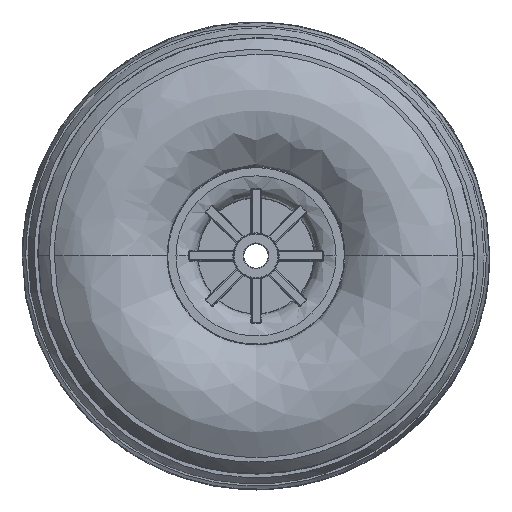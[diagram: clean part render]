
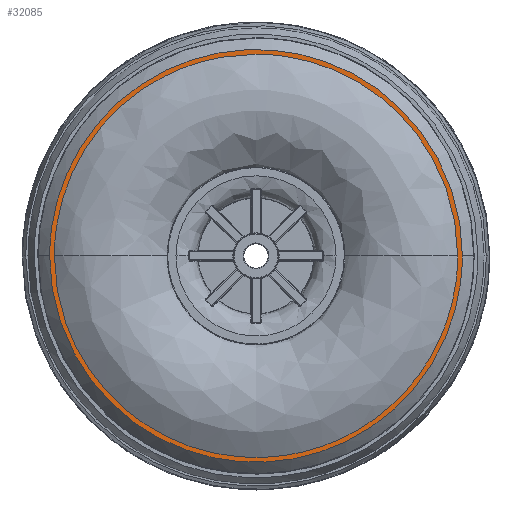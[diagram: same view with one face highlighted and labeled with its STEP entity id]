
A CAD part, top view. The second image highlights one B-rep face of the part: STEP entity #32085.
In plain terms, the highlighted free-form (B-spline) face has degree [1, 1] with [2, 2] control points.
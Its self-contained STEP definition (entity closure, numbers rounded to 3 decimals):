
#31873=CARTESIAN_POINT('Vertex',(-67.045,0.,40.14)) ;
#31877=CARTESIAN_POINT('Control Point',(67.045,0.,40.14)) ;
#31878=CARTESIAN_POINT('Control Point',(67.045,67.045,40.14)) ;
#31879=CARTESIAN_POINT('Control Point',(0.,67.045,40.14)) ;
#31880=CARTESIAN_POINT('Control Point',(-67.045,67.045,40.14)) ;
#31881=CARTESIAN_POINT('Control Point',(-67.045,0.,40.14)) ;
#31882=CARTESIAN_POINT('Vertex',(67.045,0.,40.14)) ;
#31982=CARTESIAN_POINT('Control Point',(-67.045,0.,40.14)) ;
#31983=CARTESIAN_POINT('Control Point',(-67.045,-67.045,40.14)) ;
#31984=CARTESIAN_POINT('Control Point',(0.,-67.045,40.14)) ;
#31985=CARTESIAN_POINT('Control Point',(67.045,-67.045,40.14)) ;
#31986=CARTESIAN_POINT('Control Point',(67.045,0.,40.14)) ;
#31997=CARTESIAN_POINT('Control Point',(-67.047,-67.047,40.14)) ;
#31998=CARTESIAN_POINT('Control Point',(-67.047,67.047,40.14)) ;
#31999=CARTESIAN_POINT('Control Point',(67.047,-67.047,40.14)) ;
#32000=CARTESIAN_POINT('Control Point',(67.047,67.047,40.14)) ;
#32006=CARTESIAN_POINT('Control Point',(0.,65.508,40.14)) ;
#32007=CARTESIAN_POINT('Control Point',(-4.032,65.505,40.14)) ;
#32008=CARTESIAN_POINT('Control Point',(-8.065,65.194,40.14)) ;
#32009=CARTESIAN_POINT('Control Point',(-12.065,64.576,40.14)) ;
#32010=CARTESIAN_POINT('Control Point',(-21.391,62.393,40.14)) ;
#32011=CARTESIAN_POINT('Control Point',(-30.181,58.529,40.14)) ;
#32012=CARTESIAN_POINT('Control Point',(-35.007,55.777,40.14)) ;
#32013=CARTESIAN_POINT('Control Point',(-44.02,49.309,40.14)) ;
#32014=CARTESIAN_POINT('Control Point',(-51.465,41.084,40.14)) ;
#32015=CARTESIAN_POINT('Control Point',(-54.745,36.6,40.14)) ;
#32016=CARTESIAN_POINT('Control Point',(-60.328,27.013,40.14)) ;
#32017=CARTESIAN_POINT('Control Point',(-63.761,16.464,40.14)) ;
#32018=CARTESIAN_POINT('Control Point',(-64.922,11.031,40.14)) ;
#32019=CARTESIAN_POINT('Control Point',(-65.511,5.516,40.14)) ;
#32020=CARTESIAN_POINT('Control Point',(-65.511,0.,40.14)) ;
#32021=CARTESIAN_POINT('Vertex',(0.,65.508,40.14)) ;
#32023=CARTESIAN_POINT('Vertex',(-65.511,0.,40.14)) ;
#32027=CARTESIAN_POINT('Control Point',(65.506,0.,40.14)) ;
#32028=CARTESIAN_POINT('Control Point',(65.506,2.549,40.14)) ;
#32029=CARTESIAN_POINT('Control Point',(65.383,5.099,40.14)) ;
#32030=CARTESIAN_POINT('Control Point',(65.137,7.64,40.14)) ;
#32031=CARTESIAN_POINT('Control Point',(63.968,15.63,40.14)) ;
#32032=CARTESIAN_POINT('Control Point',(61.564,23.375,40.14)) ;
#32033=CARTESIAN_POINT('Control Point',(59.375,28.481,40.14)) ;
#32034=CARTESIAN_POINT('Control Point',(53.967,38.168,40.14)) ;
#32035=CARTESIAN_POINT('Control Point',(46.635,46.494,40.14)) ;
#32036=CARTESIAN_POINT('Control Point',(42.551,50.259,40.14)) ;
#32037=CARTESIAN_POINT('Control Point',(33.656,56.89,40.14)) ;
#32038=CARTESIAN_POINT('Control Point',(23.562,61.493,40.14)) ;
#32039=CARTESIAN_POINT('Control Point',(18.295,63.26,40.14)) ;
#32040=CARTESIAN_POINT('Control Point',(11.426,64.793,40.14)) ;
#32041=CARTESIAN_POINT('Control Point',(4.448,65.384,40.14)) ;
#32042=CARTESIAN_POINT('Control Point',(2.967,65.467,40.14)) ;
#32043=CARTESIAN_POINT('Control Point',(1.483,65.509,40.14)) ;
#32044=CARTESIAN_POINT('Control Point',(0.,65.508,40.14)) ;
#32045=CARTESIAN_POINT('Vertex',(65.506,0.,40.14)) ;
#32049=CARTESIAN_POINT('Control Point',(-65.511,0.,40.14)) ;
#32050=CARTESIAN_POINT('Control Point',(-65.511,-5.099,40.14)) ;
#32051=CARTESIAN_POINT('Control Point',(-65.009,-10.197,40.14)) ;
#32052=CARTESIAN_POINT('Control Point',(-64.017,-15.23,40.14)) ;
#32053=CARTESIAN_POINT('Control Point',(-60.958,-25.447,40.14)) ;
#32054=CARTESIAN_POINT('Control Point',(-55.883,-34.838,40.14)) ;
#32055=CARTESIAN_POINT('Control Point',(-52.748,-39.424,40.14)) ;
#32056=CARTESIAN_POINT('Control Point',(-45.569,-47.882,40.14)) ;
#32057=CARTESIAN_POINT('Control Point',(-36.766,-54.634,40.14)) ;
#32058=CARTESIAN_POINT('Control Point',(-32.03,-57.538,40.14)) ;
#32059=CARTESIAN_POINT('Control Point',(-22.982,-61.865,40.14)) ;
#32060=CARTESIAN_POINT('Control Point',(-13.291,-64.376,40.14)) ;
#32061=CARTESIAN_POINT('Control Point',(-8.877,-65.129,40.14)) ;
#32062=CARTESIAN_POINT('Control Point',(-3.36,-65.599,40.14)) ;
#32063=CARTESIAN_POINT('Control Point',(2.155,-65.488,40.14)) ;
#32064=CARTESIAN_POINT('Control Point',(3.213,-65.445,40.14)) ;
#32065=CARTESIAN_POINT('Control Point',(9.776,-65.045,40.14)) ;
#32066=CARTESIAN_POINT('Control Point',(16.27,-63.811,40.14)) ;
#32067=CARTESIAN_POINT('Control Point',(21.591,-62.212,40.14)) ;
#32068=CARTESIAN_POINT('Control Point',(31.827,-57.933,40.14)) ;
#32069=CARTESIAN_POINT('Control Point',(40.928,-51.589,40.14)) ;
#32070=CARTESIAN_POINT('Control Point',(45.13,-47.956,40.14)) ;
#32071=CARTESIAN_POINT('Control Point',(52.724,-39.868,40.14)) ;
#32072=CARTESIAN_POINT('Control Point',(58.437,-30.358,40.14)) ;
#32073=CARTESIAN_POINT('Control Point',(60.788,-25.325,40.14)) ;
#32074=CARTESIAN_POINT('Control Point',(63.575,-17.263,40.14)) ;
#32075=CARTESIAN_POINT('Control Point',(65.005,-8.887,40.14)) ;
#32076=CARTESIAN_POINT('Control Point',(65.338,-5.934,40.14)) ;
#32077=CARTESIAN_POINT('Control Point',(65.505,-2.967,40.14)) ;
#32078=CARTESIAN_POINT('Control Point',(65.506,0.,40.14)) ;
#32084=FACE_BOUND('',#32080,.T.) ;
#31884=EDGE_CURVE('',#31883,#31874,#31876,.T.) ;
#31987=EDGE_CURVE('',#31874,#31883,#31981,.T.) ;
#32025=EDGE_CURVE('',#32022,#32024,#32005,.T.) ;
#32047=EDGE_CURVE('',#32046,#32022,#32026,.T.) ;
#32079=EDGE_CURVE('',#32024,#32046,#32048,.T.) ;
#32002=ORIENTED_EDGE('',*,*,#31987,.T.) ;
#32003=ORIENTED_EDGE('',*,*,#31884,.T.) ;
#32081=ORIENTED_EDGE('',*,*,#32025,.F.) ;
#32082=ORIENTED_EDGE('',*,*,#32047,.F.) ;
#32083=ORIENTED_EDGE('',*,*,#32079,.F.) ;
#32001=EDGE_LOOP('',(#32002,#32003)) ;
#32080=EDGE_LOOP('',(#32081,#32082,#32083)) ;
#31874=VERTEX_POINT('',#31873) ;
#31883=VERTEX_POINT('',#31882) ;
#32022=VERTEX_POINT('',#32021) ;
#32024=VERTEX_POINT('',#32023) ;
#32046=VERTEX_POINT('',#32045) ;
#32085=ADVANCED_FACE('Body.3',(#32004,#32084),#31996,.T.) ;
#32005=B_SPLINE_CURVE_WITH_KNOTS('',5,(#32006,#32007,#32008,#32009,#32010,#32011,#32012,#32013,#32014,#32015,#32016,#32017,#32018,#32019,#32020),.UNSPECIFIED.,.F.,.U.,(6,3,3,3,6),(1.571,1.879,2.3,2.721,3.142),.UNSPECIFIED.) ;
#32026=B_SPLINE_CURVE_WITH_KNOTS('',5,(#32027,#32028,#32029,#32030,#32031,#32032,#32033,#32034,#32035,#32036,#32037,#32038,#32039,#32040,#32041,#32042,#32043,#32044),.UNSPECIFIED.,.F.,.U.,(6,3,3,3,3,6),(0.,0.195,0.616,1.037,1.458,1.571),.UNSPECIFIED.) ;
#32048=B_SPLINE_CURVE_WITH_KNOTS('',5,(#32049,#32050,#32051,#32052,#32053,#32054,#32055,#32056,#32057,#32058,#32059,#32060,#32061,#32062,#32063,#32064,#32065,#32066,#32067,#32068,#32069,#32070,#32071,#32072,#32073,#32074,#32075,#32076,#32077,#32078),.UNSPECIFIED.,.F.,.U.,(6,3,3,3,3,3,3,3,3,6),(-3.142,-2.752,-2.331,-1.91,-1.57,-1.489,-1.068,-0.647,-0.226,0.),.UNSPECIFIED.) ;
#31996=B_SPLINE_SURFACE_WITH_KNOTS('',1,1,((#31997,#31998),(#31999,#32000)),.UNSPECIFIED.,.F.,.F.,.U.,(2,2),(2,2),(-33.523,33.523),(-0.768,66.279),.UNSPECIFIED.) ;
#32004=FACE_OUTER_BOUND('',#32001,.T.) ;
#31876=(BOUNDED_CURVE()B_SPLINE_CURVE(2,(#31877,#31878,#31879,#31880,#31881),.UNSPECIFIED.,.F.,.U.)B_SPLINE_CURVE_WITH_KNOTS((3,2,3),(0.,1.571,3.142),.UNSPECIFIED.)CURVE()GEOMETRIC_REPRESENTATION_ITEM()RATIONAL_B_SPLINE_CURVE((0.854,0.604,0.854,0.604,0.854))REPRESENTATION_ITEM('')) ;
#31981=(BOUNDED_CURVE()B_SPLINE_CURVE(2,(#31982,#31983,#31984,#31985,#31986),.UNSPECIFIED.,.F.,.U.)B_SPLINE_CURVE_WITH_KNOTS((3,2,3),(-3.142,-1.571,0.),.UNSPECIFIED.)CURVE()GEOMETRIC_REPRESENTATION_ITEM()RATIONAL_B_SPLINE_CURVE((0.854,0.604,0.854,0.604,0.854))REPRESENTATION_ITEM('')) ;
